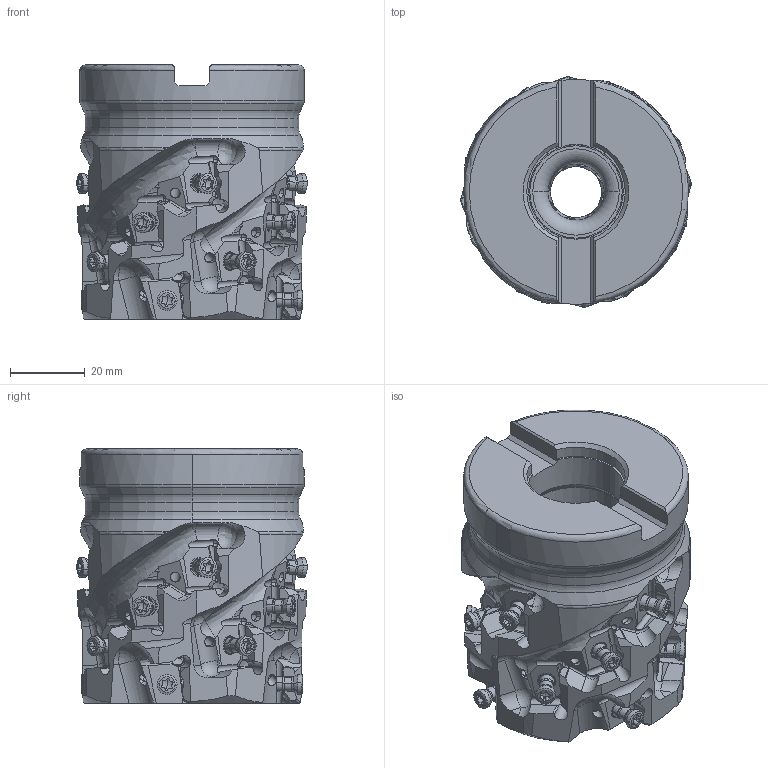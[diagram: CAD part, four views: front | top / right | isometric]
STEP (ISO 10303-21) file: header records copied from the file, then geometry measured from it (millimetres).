
FILE_DESCRIPTION(/* description */ (''),/* implementation_level */ '2;1');
FILE_NAME(/* name */ 'VPX300UR2_5004AA1616.stp',/* time_stamp */ '2021-06-22T11:13:29+09:00',/* author */ (''),/* organization */ (''),/* preprocessor_version */ 'ST-DEVELOPER v16',/* originating_system */ 'SIEMENS PLM Software NX 10.0',/* authorisation */ '');
FILE_SCHEMA (('AUTOMOTIVE_DESIGN { 1 0 10303 214 3 1 1 1 }'));
Products named in the file (1): VPX300UR2_5004AA1616_ASM
Bounding box: 61.81 x 61.81 x 68.25 mm (x, y, z)
Volume: 136196.8 mm3; surface area: 33119.5 mm2
Topology: 17 solids, 17 shells, 1830 faces, 5072 edges, 3261 vertices
Faces by surface type: cylinder 840, plane 478, cone 194, sphere 132, torus 132, extrusion 32, bspline 22
Entity records: 74545 total; most frequent: CARTESIAN_POINT 28548, ORIENTED_EDGE 9920, DIRECTION 9284, EDGE_CURVE 4960, AXIS2_PLACEMENT_3D 3762, VERTEX_POINT 3242, EDGE_LOOP 1942, ADVANCED_FACE 1830
